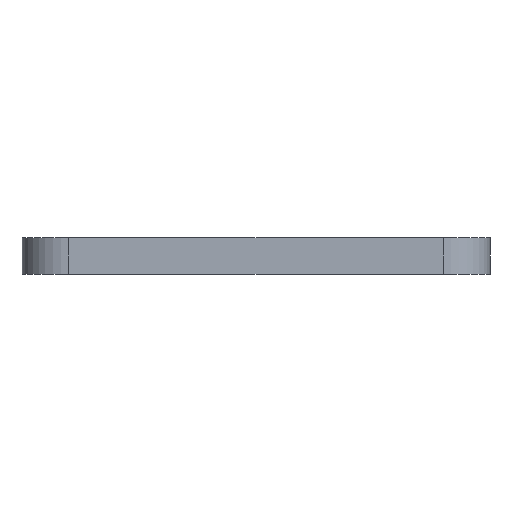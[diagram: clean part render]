
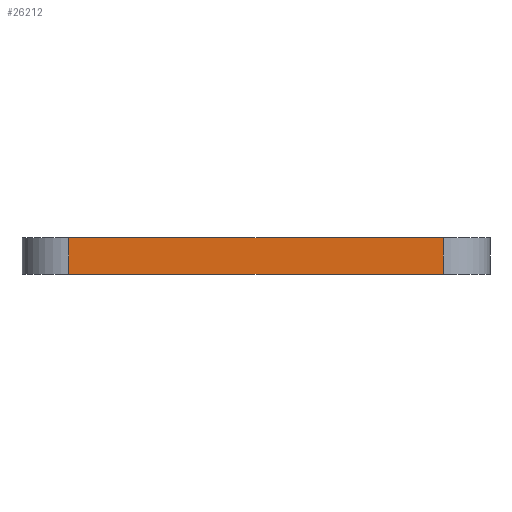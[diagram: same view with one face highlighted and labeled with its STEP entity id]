
A CAD part, front view. The second image highlights one B-rep face of the part: STEP entity #26212.
In plain terms, the highlighted planar face has unit normal (0, -1, 0).
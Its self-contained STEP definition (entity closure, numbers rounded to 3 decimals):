
#692 = VERTEX_POINT ( 'NONE', #12684 ) ;
#1100 = VECTOR ( 'NONE', #19244, 1000. ) ;
#1347 = EDGE_CURVE ( 'NONE', #17433, #692, #12459, .T. ) ;
#2361 = PLANE ( 'NONE',  #6938 ) ;
#3294 = CARTESIAN_POINT ( 'NONE',  ( 18., 0., 1.5 ) ) ;
#4707 = EDGE_LOOP ( 'NONE', ( #24207, #8981, #21670, #29046 ) ) ;
#6091 = VECTOR ( 'NONE', #12486, 1000. ) ;
#6938 = AXIS2_PLACEMENT_3D ( 'NONE', #21505, #26339, #7051 ) ;
#7051 = DIRECTION ( 'NONE',  ( 0., 0., 1. ) ) ;
#7589 = LINE ( 'NONE', #9747, #1100 ) ;
#7673 = LINE ( 'NONE', #3294, #6091 ) ;
#8981 = ORIENTED_EDGE ( 'NONE', *, *, #14680, .F. ) ;
#9747 = CARTESIAN_POINT ( 'NONE',  ( 2., 0., 0. ) ) ;
#12035 = CARTESIAN_POINT ( 'NONE',  ( 2., 0., 1.54 ) ) ;
#12459 = LINE ( 'NONE', #21961, #30252 ) ;
#12486 = DIRECTION ( 'NONE',  ( 0., 0., -1. ) ) ;
#12560 = VECTOR ( 'NONE', #18450, 1000. ) ;
#12684 = CARTESIAN_POINT ( 'NONE',  ( 18., 0., 1.54 ) ) ;
#13618 = LINE ( 'NONE', #18601, #12560 ) ;
#14680 = EDGE_CURVE ( 'NONE', #692, #20141, #7673, .T. ) ;
#14770 = VERTEX_POINT ( 'NONE', #26963 ) ;
#16833 = FACE_OUTER_BOUND ( 'NONE', #4707, .T. ) ;
#17375 = EDGE_CURVE ( 'NONE', #17433, #14770, #13618, .T. ) ;
#17433 = VERTEX_POINT ( 'NONE', #12035 ) ;
#18112 = EDGE_CURVE ( 'NONE', #14770, #20141, #7589, .T. ) ;
#18450 = DIRECTION ( 'NONE',  ( 0., 0., -1. ) ) ;
#18601 = CARTESIAN_POINT ( 'NONE',  ( 2., 0., 1.5 ) ) ;
#19244 = DIRECTION ( 'NONE',  ( 1., 0., 0. ) ) ;
#20141 = VERTEX_POINT ( 'NONE', #29406 ) ;
#20684 = DIRECTION ( 'NONE',  ( 1., 0., 0. ) ) ;
#21505 = CARTESIAN_POINT ( 'NONE',  ( 2., 0., 1.5 ) ) ;
#21670 = ORIENTED_EDGE ( 'NONE', *, *, #1347, .F. ) ;
#21961 = CARTESIAN_POINT ( 'NONE',  ( 0., 0., 1.54 ) ) ;
#24207 = ORIENTED_EDGE ( 'NONE', *, *, #18112, .T. ) ;
#26212 = ADVANCED_FACE ( 'NONE', ( #16833 ), #2361, .F. ) ;
#26339 = DIRECTION ( 'NONE',  ( 0., 1., 0. ) ) ;
#26963 = CARTESIAN_POINT ( 'NONE',  ( 2., 0., 0. ) ) ;
#29046 = ORIENTED_EDGE ( 'NONE', *, *, #17375, .T. ) ;
#29406 = CARTESIAN_POINT ( 'NONE',  ( 18., 0., 0. ) ) ;
#30252 = VECTOR ( 'NONE', #20684, 1000. ) ;
